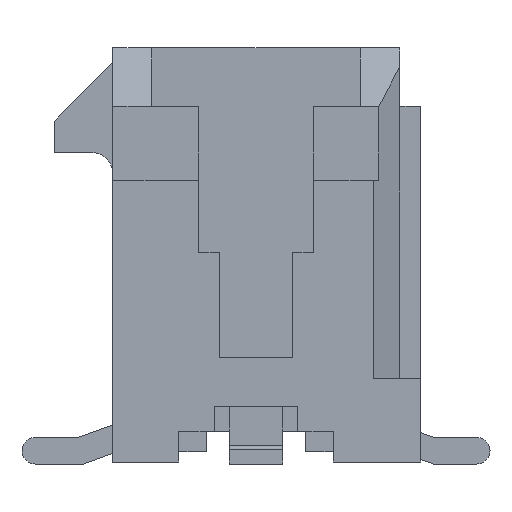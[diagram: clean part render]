
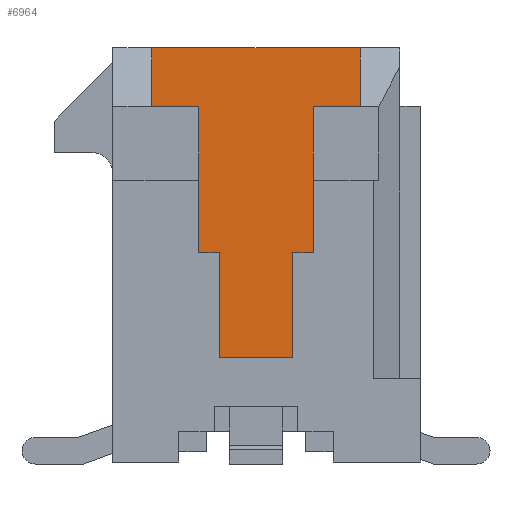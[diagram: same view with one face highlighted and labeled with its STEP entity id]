
A CAD part, left-side view. The second image highlights one B-rep face of the part: STEP entity #6964.
In plain terms, the highlighted planar face has unit normal (-1, 0, 0).
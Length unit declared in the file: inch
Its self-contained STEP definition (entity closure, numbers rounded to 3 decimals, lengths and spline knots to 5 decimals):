
#81 = EDGE_CURVE ( 'NONE', #4034, #4193, #3955, .T. ) ;
#206 = VECTOR ( 'NONE', #10823, 39.37008 ) ;
#325 = CARTESIAN_POINT ( 'NONE',  ( -0.1939, 0.09843, 0.19488 ) ) ;
#452 = CARTESIAN_POINT ( 'NONE',  ( -0.1939, 0.09843, 0.19488 ) ) ;
#635 = EDGE_CURVE ( 'NONE', #8120, #10694, #9902, .T. ) ;
#656 = VECTOR ( 'NONE', #10829, 39.37008 ) ;
#735 = EDGE_CURVE ( 'NONE', #10694, #3614, #4064, .T. ) ;
#1323 = EDGE_CURVE ( 'NONE', #5570, #4034, #1497, .T. ) ;
#1362 = EDGE_CURVE ( 'NONE', #8067, #6870, #9599, .T. ) ;
#1391 = CARTESIAN_POINT ( 'NONE',  ( -0.1939, -0.03445, -0.1063 ) ) ;
#1487 = ORIENTED_EDGE ( 'NONE', *, *, #10002, .F. ) ;
#1497 = LINE ( 'NONE', #3996, #6109 ) ;
#1524 = ORIENTED_EDGE ( 'NONE', *, *, #635, .F. ) ;
#1528 = CARTESIAN_POINT ( 'NONE',  ( -0.1939, -0.05413, 0.13976 ) ) ;
#1656 = CARTESIAN_POINT ( 'NONE',  ( -0.1939, 0.05413, 0.00197 ) ) ;
#1874 = LINE ( 'NONE', #7547, #6611 ) ;
#2144 = DIRECTION ( 'NONE',  ( 0., 1., 0. ) ) ;
#2363 = DIRECTION ( 'NONE',  ( 0., 0., 1. ) ) ;
#2466 = ORIENTED_EDGE ( 'NONE', *, *, #81, .F. ) ;
#2510 = LINE ( 'NONE', #5411, #656 ) ;
#2644 = VECTOR ( 'NONE', #3252, 39.37008 ) ;
#3127 = CARTESIAN_POINT ( 'NONE',  ( -0.1939, 0.09843, 0.13976 ) ) ;
#3150 = CARTESIAN_POINT ( 'NONE',  ( -0.1939, 0.09843, -0.1063 ) ) ;
#3252 = DIRECTION ( 'NONE',  ( 0., 0., 1. ) ) ;
#3544 = LINE ( 'NONE', #8838, #5990 ) ;
#3614 = VERTEX_POINT ( 'NONE', #7296 ) ;
#3630 = VECTOR ( 'NONE', #11791, 39.37008 ) ;
#3633 = VECTOR ( 'NONE', #2144, 39.37008 ) ;
#3955 = LINE ( 'NONE', #9078, #10784 ) ;
#3996 = CARTESIAN_POINT ( 'NONE',  ( -0.1939, 0.03445, 0.19488 ) ) ;
#4034 = VERTEX_POINT ( 'NONE', #9567 ) ;
#4064 = LINE ( 'NONE', #10974, #3630 ) ;
#4088 = DIRECTION ( 'NONE',  ( 1., 0., 0. ) ) ;
#4110 = CARTESIAN_POINT ( 'NONE',  ( -0.1939, 0.09843, 0.19488 ) ) ;
#4193 = VERTEX_POINT ( 'NONE', #1656 ) ;
#4652 = ORIENTED_EDGE ( 'NONE', *, *, #7940, .F. ) ;
#4717 = CARTESIAN_POINT ( 'NONE',  ( -0.1939, 0.13504, 0.19488 ) ) ;
#4775 = CARTESIAN_POINT ( 'NONE',  ( -0.1939, 0.03445, -0.1063 ) ) ;
#4863 = DIRECTION ( 'NONE',  ( 0., 0., -1. ) ) ;
#5014 = CARTESIAN_POINT ( 'NONE',  ( -0.1939, -0.09843, 0.13976 ) ) ;
#5411 = CARTESIAN_POINT ( 'NONE',  ( -0.1939, -0.09843, 0. ) ) ;
#5453 = ORIENTED_EDGE ( 'NONE', *, *, #11241, .F. ) ;
#5526 = DIRECTION ( 'NONE',  ( 0., 1., 0. ) ) ;
#5570 = VERTEX_POINT ( 'NONE', #4775 ) ;
#5974 = DIRECTION ( 'NONE',  ( 0., 0., 1. ) ) ;
#5990 = VECTOR ( 'NONE', #11637, 39.37008 ) ;
#6109 = VECTOR ( 'NONE', #5974, 39.37008 ) ;
#6124 = ORIENTED_EDGE ( 'NONE', *, *, #1362, .F. ) ;
#6189 = EDGE_CURVE ( 'NONE', #6870, #10069, #7624, .T. ) ;
#6611 = VECTOR ( 'NONE', #9316, 39.37008 ) ;
#6646 = AXIS2_PLACEMENT_3D ( 'NONE', #325, #4088, #4863 ) ;
#6870 = VERTEX_POINT ( 'NONE', #3127 ) ;
#6964 = ADVANCED_FACE ( 'NONE', ( #7181 ), #7695, .F. ) ;
#7132 = ORIENTED_EDGE ( 'NONE', *, *, #735, .F. ) ;
#7142 = VECTOR ( 'NONE', #7411, 39.37008 ) ;
#7181 = FACE_OUTER_BOUND ( 'NONE', #10850, .T. ) ;
#7296 = CARTESIAN_POINT ( 'NONE',  ( -0.1939, -0.03445, 0.00197 ) ) ;
#7411 = DIRECTION ( 'NONE',  ( 0., -1., 0. ) ) ;
#7419 = EDGE_CURVE ( 'NONE', #7600, #8120, #1874, .T. ) ;
#7464 = VECTOR ( 'NONE', #9540, 39.37008 ) ;
#7547 = CARTESIAN_POINT ( 'NONE',  ( -0.1939, 0.09843, 0.13976 ) ) ;
#7600 = VERTEX_POINT ( 'NONE', #5014 ) ;
#7624 = LINE ( 'NONE', #4110, #9463 ) ;
#7695 = PLANE ( 'NONE',  #6646 ) ;
#7768 = LINE ( 'NONE', #9659, #2644 ) ;
#7829 = CARTESIAN_POINT ( 'NONE',  ( -0.1939, -0.09843, 0.19488 ) ) ;
#7940 = EDGE_CURVE ( 'NONE', #10069, #9460, #10958, .T. ) ;
#8067 = VERTEX_POINT ( 'NONE', #8381 ) ;
#8120 = VERTEX_POINT ( 'NONE', #1528 ) ;
#8381 = CARTESIAN_POINT ( 'NONE',  ( -0.1939, 0.05413, 0.13976 ) ) ;
#8771 = EDGE_CURVE ( 'NONE', #9460, #7600, #2510, .T. ) ;
#8838 = CARTESIAN_POINT ( 'NONE',  ( -0.1939, -0.03445, 0.19488 ) ) ;
#8905 = ORIENTED_EDGE ( 'NONE', *, *, #9494, .F. ) ;
#9014 = ORIENTED_EDGE ( 'NONE', *, *, #6189, .F. ) ;
#9078 = CARTESIAN_POINT ( 'NONE',  ( -0.1939, 0.03445, 0.00197 ) ) ;
#9316 = DIRECTION ( 'NONE',  ( 0., 1., 0. ) ) ;
#9386 = VERTEX_POINT ( 'NONE', #1391 ) ;
#9421 = CARTESIAN_POINT ( 'NONE',  ( -0.1939, 0.09843, 0.13976 ) ) ;
#9460 = VERTEX_POINT ( 'NONE', #7829 ) ;
#9463 = VECTOR ( 'NONE', #2363, 39.37008 ) ;
#9494 = EDGE_CURVE ( 'NONE', #3614, #9386, #3544, .T. ) ;
#9540 = DIRECTION ( 'NONE',  ( 0., 1., 0. ) ) ;
#9567 = CARTESIAN_POINT ( 'NONE',  ( -0.1939, 0.03445, 0.00197 ) ) ;
#9596 = CARTESIAN_POINT ( 'NONE',  ( -0.1939, -0.05413, 0.00197 ) ) ;
#9599 = LINE ( 'NONE', #9421, #3633 ) ;
#9659 = CARTESIAN_POINT ( 'NONE',  ( -0.1939, 0.05413, 0.19488 ) ) ;
#9692 = ORIENTED_EDGE ( 'NONE', *, *, #1323, .F. ) ;
#9902 = LINE ( 'NONE', #9904, #206 ) ;
#9904 = CARTESIAN_POINT ( 'NONE',  ( -0.1939, -0.05413, 0.19488 ) ) ;
#10002 = EDGE_CURVE ( 'NONE', #4193, #8067, #7768, .T. ) ;
#10069 = VERTEX_POINT ( 'NONE', #452 ) ;
#10213 = ORIENTED_EDGE ( 'NONE', *, *, #7419, .F. ) ;
#10694 = VERTEX_POINT ( 'NONE', #9596 ) ;
#10732 = ORIENTED_EDGE ( 'NONE', *, *, #8771, .F. ) ;
#10784 = VECTOR ( 'NONE', #5526, 39.37008 ) ;
#10823 = DIRECTION ( 'NONE',  ( 0., 0., -1. ) ) ;
#10829 = DIRECTION ( 'NONE',  ( 0., 0., -1. ) ) ;
#10850 = EDGE_LOOP ( 'NONE', ( #1524, #10213, #10732, #4652, #9014, #6124, #1487, #2466, #9692, #5453, #8905, #7132 ) ) ;
#10857 = LINE ( 'NONE', #3150, #7464 ) ;
#10958 = LINE ( 'NONE', #4717, #7142 ) ;
#10974 = CARTESIAN_POINT ( 'NONE',  ( -0.1939, -0.05413, 0.00197 ) ) ;
#11241 = EDGE_CURVE ( 'NONE', #9386, #5570, #10857, .T. ) ;
#11637 = DIRECTION ( 'NONE',  ( 0., 0., -1. ) ) ;
#11791 = DIRECTION ( 'NONE',  ( 0., 1., 0. ) ) ;
